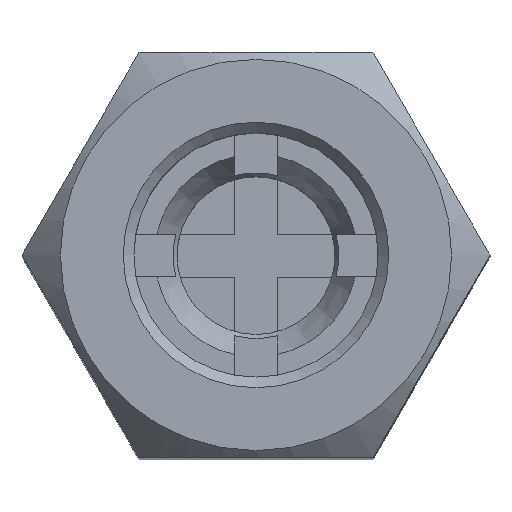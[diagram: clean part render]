
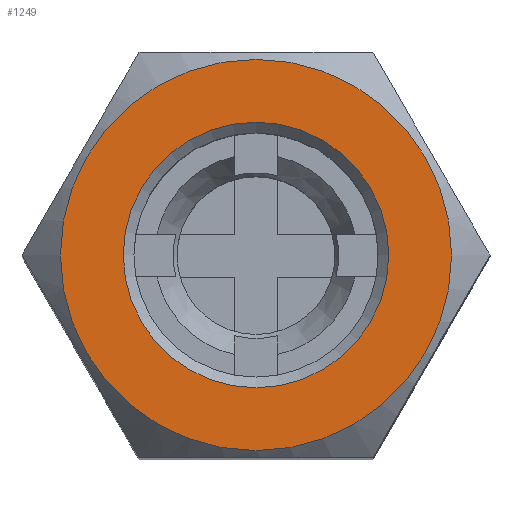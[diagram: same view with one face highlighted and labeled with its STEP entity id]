
A CAD part, top view. The second image highlights one B-rep face of the part: STEP entity #1249.
In plain terms, the highlighted planar face has unit normal (0, 0, 1).
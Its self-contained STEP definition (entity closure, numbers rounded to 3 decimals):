
#37=FACE_BOUND('',#413,.T.);
#78=PLANE('',#1402);
#340=FACE_OUTER_BOUND('',#412,.T.);
#412=EDGE_LOOP('',(#1114,#1115));
#413=EDGE_LOOP('',(#1116));
#492=CIRCLE('',#1398,6.223);
#495=CIRCLE('',#1403,9.17);
#496=CIRCLE('',#1404,9.17);
#607=VERTEX_POINT('',#2120);
#610=VERTEX_POINT('',#2130);
#611=VERTEX_POINT('',#2131);
#778=EDGE_CURVE('',#607,#607,#492,.T.);
#783=EDGE_CURVE('',#610,#611,#495,.T.);
#784=EDGE_CURVE('',#611,#610,#496,.T.);
#1114=ORIENTED_EDGE('',*,*,#783,.T.);
#1115=ORIENTED_EDGE('',*,*,#784,.T.);
#1116=ORIENTED_EDGE('',*,*,#778,.F.);
#1249=ADVANCED_FACE('',(#340,#37),#78,.T.);
#1398=AXIS2_PLACEMENT_3D('',#2121,#1730,#1731);
#1402=AXIS2_PLACEMENT_3D('',#2129,#1740,#1741);
#1403=AXIS2_PLACEMENT_3D('',#2132,#1742,#1743);
#1404=AXIS2_PLACEMENT_3D('',#2133,#1744,#1745);
#1730=DIRECTION('center_axis',(0.,0.,1.));
#1731=DIRECTION('ref_axis',(-1.,0.,0.));
#1740=DIRECTION('center_axis',(0.,0.,1.));
#1741=DIRECTION('ref_axis',(1.,0.,0.));
#1742=DIRECTION('center_axis',(0.,0.,1.));
#1743=DIRECTION('ref_axis',(-1.,0.,0.));
#1744=DIRECTION('center_axis',(0.,0.,1.));
#1745=DIRECTION('ref_axis',(-1.,0.,0.));
#2120=CARTESIAN_POINT('',(6.223,0.,55.));
#2121=CARTESIAN_POINT('Origin',(0.,0.,55.));
#2129=CARTESIAN_POINT('Origin',(0.,0.,
55.));
#2130=CARTESIAN_POINT('',(-9.17,0.,55.));
#2131=CARTESIAN_POINT('',(9.17,0.,55.));
#2132=CARTESIAN_POINT('Origin',(0.,0.,55.));
#2133=CARTESIAN_POINT('Origin',(0.,0.,55.));
